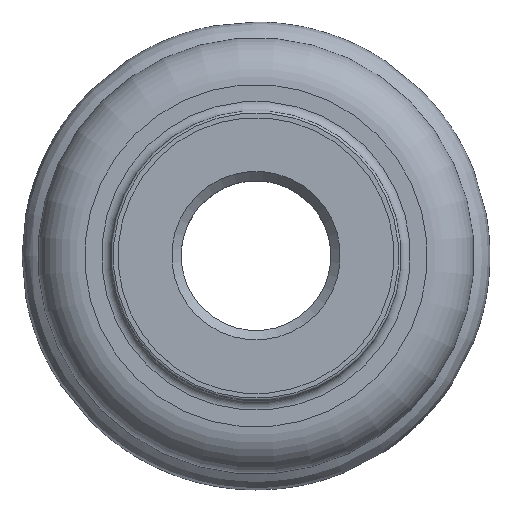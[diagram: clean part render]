
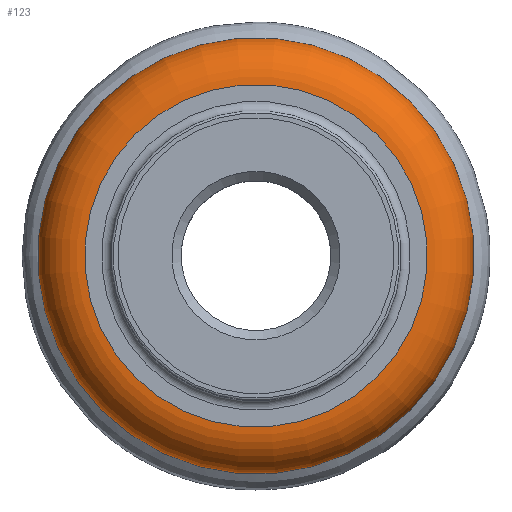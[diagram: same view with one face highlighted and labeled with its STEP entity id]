
A CAD part, top view. The second image highlights one B-rep face of the part: STEP entity #123.
In plain terms, the highlighted toroidal (fillet/blend) face has major radius 36.613 mm and minor radius 10 mm.
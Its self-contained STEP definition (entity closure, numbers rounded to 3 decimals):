
#123=ADVANCED_FACE('S4',(#160,#161),#151,.T.);
#151=TOROIDAL_SURFACE('',#555,36.613,10.);
#160=FACE_BOUND('',#215,.T.);
#161=FACE_BOUND('',#216,.T.);
#215=EDGE_LOOP('',(#269));
#216=EDGE_LOOP('',(#270));
#269=ORIENTED_EDGE('',*,*,#351,.F.);
#270=ORIENTED_EDGE('',*,*,#352,.F.);
#323=VERTEX_POINT('',#780);
#324=VERTEX_POINT('',#782);
#351=EDGE_CURVE('',#323,#323,#378,.T.);
#352=EDGE_CURVE('',#324,#324,#379,.T.);
#378=CIRCLE('',#553,46.613);
#379=CIRCLE('',#554,36.613);
#553=AXIS2_PLACEMENT_3D('',#779,#636,#637);
#554=AXIS2_PLACEMENT_3D('',#781,#638,#639);
#555=AXIS2_PLACEMENT_3D('',#783,#640,#641);
#636=DIRECTION('',(0.,0.,-1.));
#637=DIRECTION('',(-0.996,-0.087,0.));
#638=DIRECTION('',(0.,0.,1.));
#639=DIRECTION('',(-0.996,-0.087,0.));
#640=DIRECTION('',(0.,0.,-1.));
#641=DIRECTION('',(0.996,0.087,0.));
#779=CARTESIAN_POINT('',(0.,0.,-29.189));
#780=CARTESIAN_POINT('',(-46.436,-4.063,-29.189));
#781=CARTESIAN_POINT('',(0.,0.,-19.189));
#782=CARTESIAN_POINT('',(-36.474,-3.191,-19.189));
#783=CARTESIAN_POINT('',(0.,0.,-29.189));
